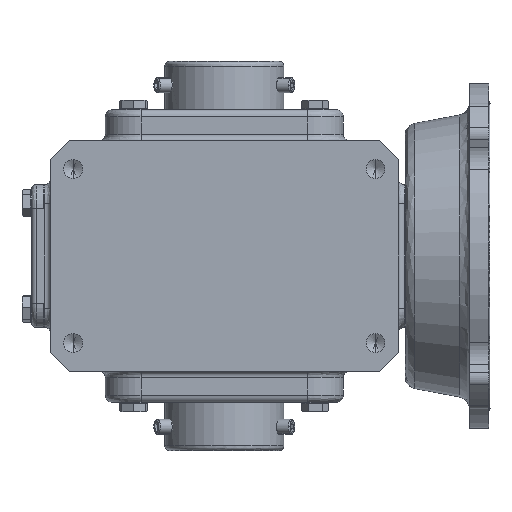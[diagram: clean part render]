
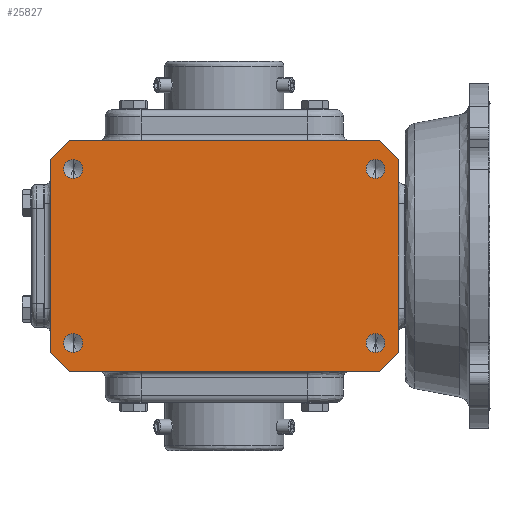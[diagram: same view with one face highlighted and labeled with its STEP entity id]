
A CAD part, front view. The second image highlights one B-rep face of the part: STEP entity #25827.
In plain terms, the highlighted planar face has unit normal (0, -1, 0).
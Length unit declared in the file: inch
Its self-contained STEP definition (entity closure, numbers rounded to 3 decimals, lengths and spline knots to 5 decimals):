
#179 = VERTEX_POINT ( 'NONE', #29404 ) ;
#250 = DIRECTION ( 'NONE',  ( 0., 0., -1. ) ) ;
#391 = DIRECTION ( 'NONE',  ( 0.707, 0., -0.707 ) ) ;
#683 = VERTEX_POINT ( 'NONE', #12845 ) ;
#906 = DIRECTION ( 'NONE',  ( 0., -1., 0. ) ) ;
#1175 = VERTEX_POINT ( 'NONE', #28192 ) ;
#1215 = EDGE_CURVE ( 'NONE', #18624, #26149, #27750, .T. ) ;
#1515 = CARTESIAN_POINT ( 'NONE',  ( -2.87402, -2.2811, 1.90945 ) ) ;
#1573 = DIRECTION ( 'NONE',  ( 0., -1., 0. ) ) ;
#1645 = EDGE_CURVE ( 'NONE', #179, #18624, #16456, .T. ) ;
#1861 = VERTEX_POINT ( 'NONE', #16065 ) ;
#1919 = CARTESIAN_POINT ( 'NONE',  ( 2.5, -2.2811, -1.28371 ) ) ;
#2299 = LINE ( 'NONE', #8781, #14479 ) ;
#2300 = ORIENTED_EDGE ( 'NONE', *, *, #18034, .F. ) ;
#2575 = AXIS2_PLACEMENT_3D ( 'NONE', #18380, #18528, #23203 ) ;
#2838 = CARTESIAN_POINT ( 'NONE',  ( -2.5, -2.2811, -1.43996 ) ) ;
#3072 = VERTEX_POINT ( 'NONE', #3426 ) ;
#3202 = VERTEX_POINT ( 'NONE', #1919 ) ;
#3236 = AXIS2_PLACEMENT_3D ( 'NONE', #28712, #26466, #17460 ) ;
#3237 = CARTESIAN_POINT ( 'NONE',  ( -2.87402, -2.2811, 1.59449 ) ) ;
#3426 = CARTESIAN_POINT ( 'NONE',  ( -2.55906, -2.2811, 1.90945 ) ) ;
#3435 = CIRCLE ( 'NONE', #11599, 0.15625 ) ;
#3491 = ORIENTED_EDGE ( 'NONE', *, *, #20201, .F. ) ;
#3855 = ORIENTED_EDGE ( 'NONE', *, *, #18080, .F. ) ;
#3916 = LINE ( 'NONE', #1515, #23211 ) ;
#3957 = PLANE ( 'NONE',  #24727 ) ;
#3978 = DIRECTION ( 'NONE',  ( 0., 0., -1. ) ) ;
#4067 = DIRECTION ( 'NONE',  ( 0., -1., 0. ) ) ;
#4142 = DIRECTION ( 'NONE',  ( 0., 0., -1. ) ) ;
#4517 = CARTESIAN_POINT ( 'NONE',  ( 2.5, -2.2811, 1.59621 ) ) ;
#4991 = CIRCLE ( 'NONE', #2575, 0.15625 ) ;
#5178 = EDGE_CURVE ( 'NONE', #28369, #1175, #9480, .T. ) ;
#5192 = VECTOR ( 'NONE', #16759, 39.37008 ) ;
#5389 = EDGE_CURVE ( 'NONE', #3202, #19987, #23424, .T. ) ;
#5459 = ORIENTED_EDGE ( 'NONE', *, *, #14378, .F. ) ;
#5673 = ORIENTED_EDGE ( 'NONE', *, *, #5178, .F. ) ;
#5909 = FACE_BOUND ( 'NONE', #14335, .T. ) ;
#6045 = EDGE_LOOP ( 'NONE', ( #26841, #27160 ) ) ;
#6057 = CARTESIAN_POINT ( 'NONE',  ( -2.5, -2.2811, 1.28371 ) ) ;
#6368 = CARTESIAN_POINT ( 'NONE',  ( -2.87402, -2.2811, 1.90945 ) ) ;
#6383 = ORIENTED_EDGE ( 'NONE', *, *, #19199, .F. ) ;
#6443 = ORIENTED_EDGE ( 'NONE', *, *, #22543, .F. ) ;
#6797 = ORIENTED_EDGE ( 'NONE', *, *, #17490, .F. ) ;
#6821 = DIRECTION ( 'NONE',  ( 0., 0., 1. ) ) ;
#7472 = VERTEX_POINT ( 'NONE', #3237 ) ;
#7582 = AXIS2_PLACEMENT_3D ( 'NONE', #9477, #906, #28246 ) ;
#7810 = CARTESIAN_POINT ( 'NONE',  ( -2.5, -2.2811, -1.59621 ) ) ;
#8061 = LINE ( 'NONE', #14801, #23209 ) ;
#8781 = CARTESIAN_POINT ( 'NONE',  ( -2.87402, -2.2811, 1.90945 ) ) ;
#9223 = AXIS2_PLACEMENT_3D ( 'NONE', #24118, #1573, #3978 ) ;
#9350 = EDGE_CURVE ( 'NONE', #3072, #179, #3916, .T. ) ;
#9477 = CARTESIAN_POINT ( 'NONE',  ( 2.5, -2.2811, -1.43996 ) ) ;
#9480 = CIRCLE ( 'NONE', #3236, 0.15625 ) ;
#9648 = AXIS2_PLACEMENT_3D ( 'NONE', #24891, #16144, #250 ) ;
#9649 = DIRECTION ( 'NONE',  ( -0.707, 0., -0.707 ) ) ;
#9747 = ORIENTED_EDGE ( 'NONE', *, *, #22222, .F. ) ;
#10517 = CARTESIAN_POINT ( 'NONE',  ( 2.87402, -2.2811, -1.59449 ) ) ;
#10589 = LINE ( 'NONE', #22187, #18266 ) ;
#11599 = AXIS2_PLACEMENT_3D ( 'NONE', #24495, #4067, #17587 ) ;
#11620 = EDGE_CURVE ( 'NONE', #25751, #12453, #12570, .T. ) ;
#12453 = VERTEX_POINT ( 'NONE', #19499 ) ;
#12570 = CIRCLE ( 'NONE', #9223, 0.15625 ) ;
#12585 = CARTESIAN_POINT ( 'NONE',  ( 2.87402, -2.2811, 1.59449 ) ) ;
#12845 = CARTESIAN_POINT ( 'NONE',  ( 2.5, -2.2811, 1.28371 ) ) ;
#12941 = FACE_BOUND ( 'NONE', #6045, .T. ) ;
#13112 = FACE_BOUND ( 'NONE', #17009, .T. ) ;
#13310 = LINE ( 'NONE', #24297, #16473 ) ;
#13435 = DIRECTION ( 'NONE',  ( 0., -1., 0. ) ) ;
#13477 = CIRCLE ( 'NONE', #9648, 0.15625 ) ;
#13542 = ORIENTED_EDGE ( 'NONE', *, *, #24481, .F. ) ;
#14335 = EDGE_LOOP ( 'NONE', ( #5459, #9747 ) ) ;
#14359 = EDGE_LOOP ( 'NONE', ( #13542, #6383, #3491, #2300, #6443, #21798, #29673, #15652 ) ) ;
#14378 = EDGE_CURVE ( 'NONE', #683, #16625, #4991, .T. ) ;
#14479 = VECTOR ( 'NONE', #6821, 39.37008 ) ;
#14801 = CARTESIAN_POINT ( 'NONE',  ( -2.55906, -2.2811, -1.90945 ) ) ;
#15058 = FACE_OUTER_BOUND ( 'NONE', #14359, .T. ) ;
#15377 = CIRCLE ( 'NONE', #16344, 0.15625 ) ;
#15393 = CARTESIAN_POINT ( 'NONE',  ( -2.5, -2.2811, 1.43996 ) ) ;
#15423 = AXIS2_PLACEMENT_3D ( 'NONE', #2838, #23314, #19214 ) ;
#15652 = ORIENTED_EDGE ( 'NONE', *, *, #9350, .F. ) ;
#16065 = CARTESIAN_POINT ( 'NONE',  ( -2.55906, -2.2811, -1.90945 ) ) ;
#16144 = DIRECTION ( 'NONE',  ( 0., -1., 0. ) ) ;
#16236 = VERTEX_POINT ( 'NONE', #18367 ) ;
#16344 = AXIS2_PLACEMENT_3D ( 'NONE', #15393, #13435, #4142 ) ;
#16456 = LINE ( 'NONE', #20977, #16688 ) ;
#16473 = VECTOR ( 'NONE', #27003, 39.37008 ) ;
#16625 = VERTEX_POINT ( 'NONE', #4517 ) ;
#16688 = VECTOR ( 'NONE', #391, 39.37008 ) ;
#16759 = DIRECTION ( 'NONE',  ( 0., 0., -1. ) ) ;
#17009 = EDGE_LOOP ( 'NONE', ( #22957, #3855 ) ) ;
#17320 = FACE_BOUND ( 'NONE', #27597, .T. ) ;
#17350 = EDGE_CURVE ( 'NONE', #19987, #3202, #3435, .T. ) ;
#17460 = DIRECTION ( 'NONE',  ( 0., 0., -1. ) ) ;
#17490 = EDGE_CURVE ( 'NONE', #1175, #28369, #17846, .T. ) ;
#17587 = DIRECTION ( 'NONE',  ( 0., 0., -1. ) ) ;
#17846 = CIRCLE ( 'NONE', #15423, 0.15625 ) ;
#17935 = DIRECTION ( 'NONE',  ( 0., 0., 1. ) ) ;
#18034 = EDGE_CURVE ( 'NONE', #16236, #1861, #10589, .T. ) ;
#18080 = EDGE_CURVE ( 'NONE', #12453, #25751, #15377, .T. ) ;
#18266 = VECTOR ( 'NONE', #19333, 39.37008 ) ;
#18363 = VERTEX_POINT ( 'NONE', #28831 ) ;
#18367 = CARTESIAN_POINT ( 'NONE',  ( 2.55906, -2.2811, -1.90945 ) ) ;
#18380 = CARTESIAN_POINT ( 'NONE',  ( 2.5, -2.2811, 1.43996 ) ) ;
#18528 = DIRECTION ( 'NONE',  ( 0., -1., 0. ) ) ;
#18624 = VERTEX_POINT ( 'NONE', #12585 ) ;
#19199 = EDGE_CURVE ( 'NONE', #18363, #7472, #2299, .T. ) ;
#19214 = DIRECTION ( 'NONE',  ( 0., 0., -1. ) ) ;
#19333 = DIRECTION ( 'NONE',  ( -1., 0., 0. ) ) ;
#19499 = CARTESIAN_POINT ( 'NONE',  ( -2.5, -2.2811, 1.59621 ) ) ;
#19987 = VERTEX_POINT ( 'NONE', #28067 ) ;
#20201 = EDGE_CURVE ( 'NONE', #1861, #18363, #8061, .T. ) ;
#20977 = CARTESIAN_POINT ( 'NONE',  ( 2.55906, -2.2811, 1.90945 ) ) ;
#21235 = LINE ( 'NONE', #27692, #23156 ) ;
#21321 = DIRECTION ( 'NONE',  ( -0.707, 0., 0.707 ) ) ;
#21798 = ORIENTED_EDGE ( 'NONE', *, *, #1215, .F. ) ;
#22187 = CARTESIAN_POINT ( 'NONE',  ( -2.87402, -2.2811, -1.90945 ) ) ;
#22222 = EDGE_CURVE ( 'NONE', #16625, #683, #13477, .T. ) ;
#22319 = DIRECTION ( 'NONE',  ( 0., 1., 0. ) ) ;
#22543 = EDGE_CURVE ( 'NONE', #26149, #16236, #21235, .T. ) ;
#22957 = ORIENTED_EDGE ( 'NONE', *, *, #11620, .F. ) ;
#23156 = VECTOR ( 'NONE', #9649, 39.37008 ) ;
#23203 = DIRECTION ( 'NONE',  ( 0., 0., -1. ) ) ;
#23209 = VECTOR ( 'NONE', #21321, 39.37008 ) ;
#23211 = VECTOR ( 'NONE', #26758, 39.37008 ) ;
#23314 = DIRECTION ( 'NONE',  ( 0., -1., 0. ) ) ;
#23424 = CIRCLE ( 'NONE', #7582, 0.15625 ) ;
#24118 = CARTESIAN_POINT ( 'NONE',  ( -2.5, -2.2811, 1.43996 ) ) ;
#24297 = CARTESIAN_POINT ( 'NONE',  ( -2.87402, -2.2811, 1.59449 ) ) ;
#24481 = EDGE_CURVE ( 'NONE', #7472, #3072, #13310, .T. ) ;
#24495 = CARTESIAN_POINT ( 'NONE',  ( 2.5, -2.2811, -1.43996 ) ) ;
#24727 = AXIS2_PLACEMENT_3D ( 'NONE', #6368, #22319, #17935 ) ;
#24891 = CARTESIAN_POINT ( 'NONE',  ( 2.5, -2.2811, 1.43996 ) ) ;
#25751 = VERTEX_POINT ( 'NONE', #6057 ) ;
#25827 = ADVANCED_FACE ( 'NONE', ( #12941, #13112, #17320, #5909, #15058 ), #3957, .F. ) ;
#26149 = VERTEX_POINT ( 'NONE', #10517 ) ;
#26466 = DIRECTION ( 'NONE',  ( 0., -1., 0. ) ) ;
#26758 = DIRECTION ( 'NONE',  ( 1., 0., 0. ) ) ;
#26841 = ORIENTED_EDGE ( 'NONE', *, *, #17350, .F. ) ;
#27003 = DIRECTION ( 'NONE',  ( 0.707, 0., 0.707 ) ) ;
#27160 = ORIENTED_EDGE ( 'NONE', *, *, #5389, .F. ) ;
#27597 = EDGE_LOOP ( 'NONE', ( #5673, #6797 ) ) ;
#27692 = CARTESIAN_POINT ( 'NONE',  ( 2.87402, -2.2811, -1.59449 ) ) ;
#27750 = LINE ( 'NONE', #28048, #5192 ) ;
#28048 = CARTESIAN_POINT ( 'NONE',  ( 2.87402, -2.2811, 1.90945 ) ) ;
#28067 = CARTESIAN_POINT ( 'NONE',  ( 2.5, -2.2811, -1.59621 ) ) ;
#28192 = CARTESIAN_POINT ( 'NONE',  ( -2.5, -2.2811, -1.28371 ) ) ;
#28246 = DIRECTION ( 'NONE',  ( 0., 0., -1. ) ) ;
#28369 = VERTEX_POINT ( 'NONE', #7810 ) ;
#28712 = CARTESIAN_POINT ( 'NONE',  ( -2.5, -2.2811, -1.43996 ) ) ;
#28831 = CARTESIAN_POINT ( 'NONE',  ( -2.87402, -2.2811, -1.59449 ) ) ;
#29404 = CARTESIAN_POINT ( 'NONE',  ( 2.55906, -2.2811, 1.90945 ) ) ;
#29673 = ORIENTED_EDGE ( 'NONE', *, *, #1645, .F. ) ;
